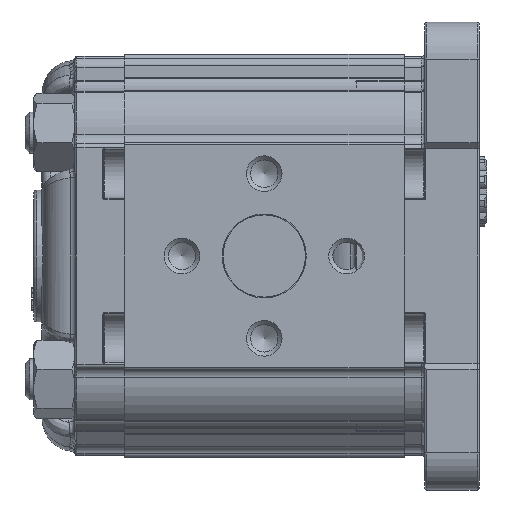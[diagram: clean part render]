
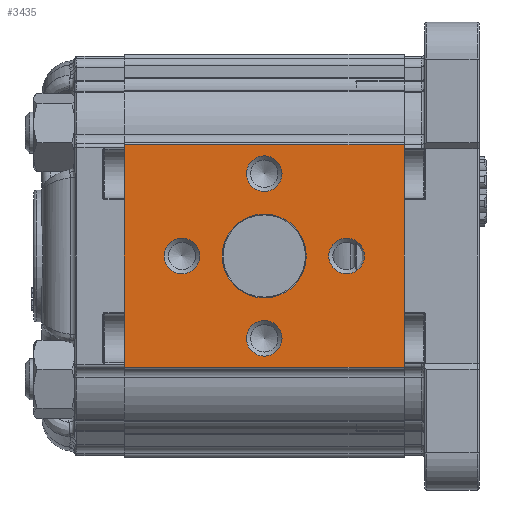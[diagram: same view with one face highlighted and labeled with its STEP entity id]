
A CAD part, left-side view. The second image highlights one B-rep face of the part: STEP entity #3435.
In plain terms, the highlighted planar face has unit normal (-1, 0, 0).
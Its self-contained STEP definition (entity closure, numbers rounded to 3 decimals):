
#3435 = ADVANCED_FACE( '', ( #8086, #8087, #8088, #8089, #8090, #8091 ), #8092, .T. );
#8086 = FACE_BOUND( '', #15279, .T. );
#8087 = FACE_BOUND( '', #15280, .T. );
#8088 = FACE_BOUND( '', #15281, .T. );
#8089 = FACE_BOUND( '', #15282, .T. );
#8090 = FACE_BOUND( '', #15283, .T. );
#8091 = FACE_OUTER_BOUND( '', #15284, .T. );
#8092 = PLANE( '', #15285 );
#15279 = EDGE_LOOP( '', ( #27498 ) );
#15280 = EDGE_LOOP( '', ( #27499 ) );
#15281 = EDGE_LOOP( '', ( #27500 ) );
#15282 = EDGE_LOOP( '', ( #27501 ) );
#15283 = EDGE_LOOP( '', ( #27502 ) );
#15284 = EDGE_LOOP( '', ( #27503, #27504, #27505, #27506 ) );
#15285 = AXIS2_PLACEMENT_3D( '', #27507, #27508, #27509 );
#27498 = ORIENTED_EDGE( '', *, *, #41506, .T. );
#27499 = ORIENTED_EDGE( '', *, *, #38300, .T. );
#27500 = ORIENTED_EDGE( '', *, *, #41507, .T. );
#27501 = ORIENTED_EDGE( '', *, *, #38139, .T. );
#27502 = ORIENTED_EDGE( '', *, *, #39490, .T. );
#27503 = ORIENTED_EDGE( '', *, *, #41508, .F. );
#27504 = ORIENTED_EDGE( '', *, *, #38724, .F. );
#27505 = ORIENTED_EDGE( '', *, *, #41168, .T. );
#27506 = ORIENTED_EDGE( '', *, *, #39838, .T. );
#27507 = CARTESIAN_POINT( '', ( -43., 68., 27.048 ) );
#27508 = DIRECTION( '', ( -1., 0., 0. ) );
#27509 = DIRECTION( '', ( 0., 0., 1. ) );
#38139 = EDGE_CURVE( '', #45292, #45292, #45293, .F. );
#38300 = EDGE_CURVE( '', #45573, #45573, #45574, .F. );
#38724 = EDGE_CURVE( '', #46317, #46313, #46319, .T. );
#39490 = EDGE_CURVE( '', #47611, #47611, #47612, .F. );
#39838 = EDGE_CURVE( '', #48183, #48181, #48184, .T. );
#41168 = EDGE_CURVE( '', #46317, #48183, #50180, .T. );
#41506 = EDGE_CURVE( '', #50645, #50645, #50646, .F. );
#41507 = EDGE_CURVE( '', #50647, #50647, #50648, .F. );
#41508 = EDGE_CURVE( '', #46313, #48181, #50649, .T. );
#45292 = VERTEX_POINT( '', #55606 );
#45293 = CIRCLE( '', #55607, 4.324 );
#45573 = VERTEX_POINT( '', #56159 );
#45574 = CIRCLE( '', #56160, 4.324 );
#46313 = VERTEX_POINT( '', #57506 );
#46317 = VERTEX_POINT( '', #57511 );
#46319 = LINE( '', #57513, #57514 );
#47611 = VERTEX_POINT( '', #60817 );
#47612 = CIRCLE( '', #60818, 10.2 );
#48181 = VERTEX_POINT( '', #61819 );
#48183 = VERTEX_POINT( '', #61821 );
#48184 = LINE( '', #61822, #61823 );
#50180 = LINE( '', #65510, #65511 );
#50645 = VERTEX_POINT( '', #66391 );
#50646 = CIRCLE( '', #66392, 4.324 );
#50647 = VERTEX_POINT( '', #66393 );
#50648 = CIRCLE( '', #66394, 4.324 );
#50649 = LINE( '', #66395, #66396 );
#55606 = CARTESIAN_POINT( '', ( -43., 34., 24.324 ) );
#55607 = AXIS2_PLACEMENT_3D( '', #73477, #73478, #73479 );
#56159 = CARTESIAN_POINT( '', ( -43., 54., 4.324 ) );
#56160 = AXIS2_PLACEMENT_3D( '', #73678, #73679, #73680 );
#57506 = CARTESIAN_POINT( '', ( -43., 0., 27.048 ) );
#57511 = CARTESIAN_POINT( '', ( -43., 68., 27.048 ) );
#57513 = CARTESIAN_POINT( '', ( -43., 68., 27.048 ) );
#57514 = VECTOR( '', #74180, 1000. );
#60817 = CARTESIAN_POINT( '', ( -43., 34., 10.2 ) );
#60818 = AXIS2_PLACEMENT_3D( '', #75021, #75022, #75023 );
#61819 = CARTESIAN_POINT( '', ( -43., 0., -27.048 ) );
#61821 = CARTESIAN_POINT( '', ( -43., 68., -27.048 ) );
#61822 = CARTESIAN_POINT( '', ( -43., 68., -27.048 ) );
#61823 = VECTOR( '', #75447, 1000. );
#65510 = CARTESIAN_POINT( '', ( -43., 68., 27.048 ) );
#65511 = VECTOR( '', #77074, 1000. );
#66391 = CARTESIAN_POINT( '', ( -43., 14., 4.324 ) );
#66392 = AXIS2_PLACEMENT_3D( '', #77445, #77446, #77447 );
#66393 = CARTESIAN_POINT( '', ( -43., 34., -15.677 ) );
#66394 = AXIS2_PLACEMENT_3D( '', #77448, #77449, #77450 );
#66395 = CARTESIAN_POINT( '', ( -43., 0., 27.048 ) );
#66396 = VECTOR( '', #77451, 1000. );
#73477 = CARTESIAN_POINT( '', ( -43., 34., 20. ) );
#73478 = DIRECTION( '', ( -1., 0., 0. ) );
#73479 = DIRECTION( '', ( 0., 0., 1. ) );
#73678 = CARTESIAN_POINT( '', ( -43., 54., 0. ) );
#73679 = DIRECTION( '', ( -1., 0., 0. ) );
#73680 = DIRECTION( '', ( 0., 0., 1. ) );
#74180 = DIRECTION( '', ( 0., -1., 0. ) );
#75021 = CARTESIAN_POINT( '', ( -43., 34., 0. ) );
#75022 = DIRECTION( '', ( -1., 0., 0. ) );
#75023 = DIRECTION( '', ( 0., 0., 1. ) );
#75447 = DIRECTION( '', ( 0., -1., 0. ) );
#77074 = DIRECTION( '', ( 0., 0., -1. ) );
#77445 = CARTESIAN_POINT( '', ( -43., 14., 0. ) );
#77446 = DIRECTION( '', ( -1., 0., 0. ) );
#77447 = DIRECTION( '', ( 0., 0., 1. ) );
#77448 = CARTESIAN_POINT( '', ( -43., 34., -20. ) );
#77449 = DIRECTION( '', ( -1., 0., 0. ) );
#77450 = DIRECTION( '', ( 0., 0., 1. ) );
#77451 = DIRECTION( '', ( 0., 0., -1. ) );
